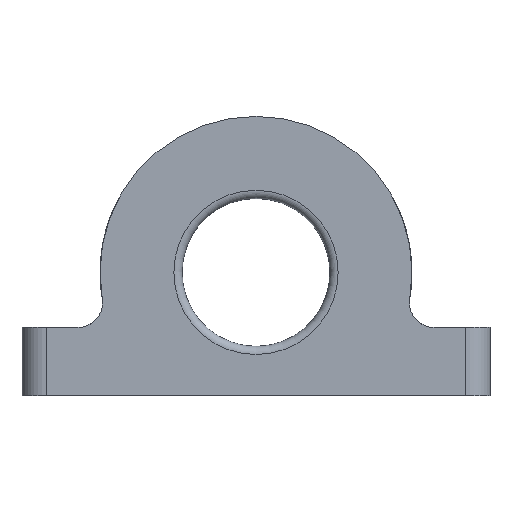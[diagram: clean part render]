
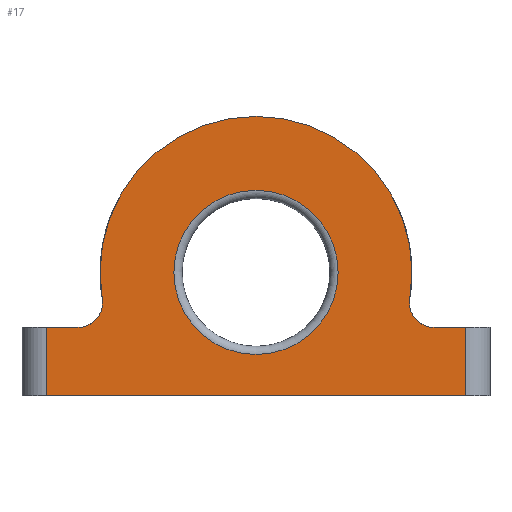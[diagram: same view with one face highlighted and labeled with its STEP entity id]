
A CAD part, left-side view. The second image highlights one B-rep face of the part: STEP entity #17.
In plain terms, the highlighted planar face has unit normal (-1, 0, 0).
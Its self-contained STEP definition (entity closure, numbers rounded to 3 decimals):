
#17 = ADVANCED_FACE('',(#18,#87),#98,.F.);
#18 = FACE_BOUND('',#19,.F.);
#19 = EDGE_LOOP('',(#20,#30,#38,#46,#54,#62,#71,#80));
#20 = ORIENTED_EDGE('',*,*,#21,.F.);
#21 = EDGE_CURVE('',#22,#24,#26,.T.);
#22 = VERTEX_POINT('',#23);
#23 = CARTESIAN_POINT('',(0.,-25.5,-6.7));
#24 = VERTEX_POINT('',#25);
#25 = CARTESIAN_POINT('',(0.,-21.687,-6.7));
#26 = LINE('',#27,#28);
#27 = CARTESIAN_POINT('',(0.,-28.5,-6.7));
#28 = VECTOR('',#29,1.);
#29 = DIRECTION('',(0.,1.,0.));
#30 = ORIENTED_EDGE('',*,*,#31,.F.);
#31 = EDGE_CURVE('',#32,#22,#34,.T.);
#32 = VERTEX_POINT('',#33);
#33 = CARTESIAN_POINT('',(0.,-25.5,-15.));
#34 = LINE('',#35,#36);
#35 = CARTESIAN_POINT('',(0.,-25.5,-15.));
#36 = VECTOR('',#37,1.);
#37 = DIRECTION('',(0.,0.,1.));
#38 = ORIENTED_EDGE('',*,*,#39,.T.);
#39 = EDGE_CURVE('',#32,#40,#42,.T.);
#40 = VERTEX_POINT('',#41);
#41 = CARTESIAN_POINT('',(0.,25.5,-15.));
#42 = LINE('',#43,#44);
#43 = CARTESIAN_POINT('',(0.,-28.5,-15.));
#44 = VECTOR('',#45,1.);
#45 = DIRECTION('',(0.,1.,0.));
#46 = ORIENTED_EDGE('',*,*,#47,.T.);
#47 = EDGE_CURVE('',#40,#48,#50,.T.);
#48 = VERTEX_POINT('',#49);
#49 = CARTESIAN_POINT('',(0.,25.5,-6.7));
#50 = LINE('',#51,#52);
#51 = CARTESIAN_POINT('',(0.,25.5,-15.));
#52 = VECTOR('',#53,1.);
#53 = DIRECTION('',(0.,0.,1.));
#54 = ORIENTED_EDGE('',*,*,#55,.T.);
#55 = EDGE_CURVE('',#48,#56,#58,.T.);
#56 = VERTEX_POINT('',#57);
#57 = CARTESIAN_POINT('',(0.,21.687,-6.7));
#58 = LINE('',#59,#60);
#59 = CARTESIAN_POINT('',(0.,28.5,-6.7));
#60 = VECTOR('',#61,1.);
#61 = DIRECTION('',(0.,-1.,0.));
#62 = ORIENTED_EDGE('',*,*,#63,.T.);
#63 = EDGE_CURVE('',#56,#64,#66,.T.);
#64 = VERTEX_POINT('',#65);
#65 = CARTESIAN_POINT('',(0.,18.729,-3.195));
#66 = CIRCLE('',#67,3.);
#67 = AXIS2_PLACEMENT_3D('',#68,#69,#70);
#68 = CARTESIAN_POINT('',(0.,21.687,-3.7));
#69 = DIRECTION('',(-1.,0.,0.));
#70 = DIRECTION('',(0.,-1.,0.));
#71 = ORIENTED_EDGE('',*,*,#72,.T.);
#72 = EDGE_CURVE('',#64,#73,#75,.T.);
#73 = VERTEX_POINT('',#74);
#74 = CARTESIAN_POINT('',(0.,-18.729,-3.195));
#75 = CIRCLE('',#76,19.);
#76 = AXIS2_PLACEMENT_3D('',#77,#78,#79);
#77 = CARTESIAN_POINT('',(0.,0.,0.));
#78 = DIRECTION('',(1.,0.,0.));
#79 = DIRECTION('',(0.,1.,0.));
#80 = ORIENTED_EDGE('',*,*,#81,.F.);
#81 = EDGE_CURVE('',#24,#73,#82,.T.);
#82 = CIRCLE('',#83,3.);
#83 = AXIS2_PLACEMENT_3D('',#84,#85,#86);
#84 = CARTESIAN_POINT('',(0.,-21.687,-3.7));
#85 = DIRECTION('',(1.,0.,0.));
#86 = DIRECTION('',(0.,-1.,0.));
#87 = FACE_BOUND('',#88,.F.);
#88 = EDGE_LOOP('',(#89));
#89 = ORIENTED_EDGE('',*,*,#90,.F.);
#90 = EDGE_CURVE('',#91,#91,#93,.T.);
#91 = VERTEX_POINT('',#92);
#92 = CARTESIAN_POINT('',(0.,10.,0.));
#93 = CIRCLE('',#94,10.);
#94 = AXIS2_PLACEMENT_3D('',#95,#96,#97);
#95 = CARTESIAN_POINT('',(0.,0.,0.));
#96 = DIRECTION('',(1.,0.,0.));
#97 = DIRECTION('',(0.,1.,0.));
#98 = PLANE('',#99);
#99 = AXIS2_PLACEMENT_3D('',#100,#101,#102);
#100 = CARTESIAN_POINT('',(0.,0.,-3.905));
#101 = DIRECTION('',(1.,0.,0.));
#102 = DIRECTION('',(0.,0.,1.));
